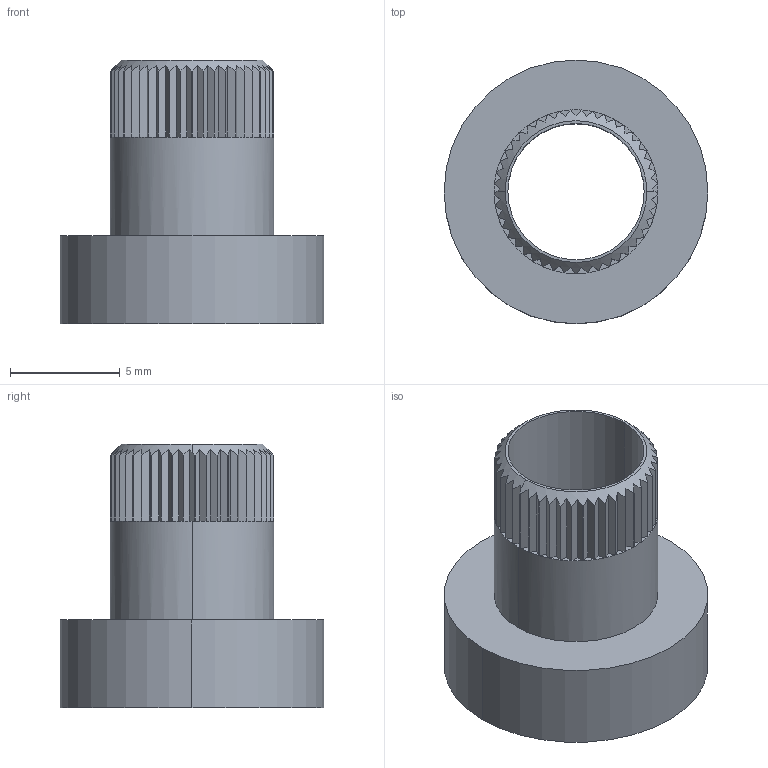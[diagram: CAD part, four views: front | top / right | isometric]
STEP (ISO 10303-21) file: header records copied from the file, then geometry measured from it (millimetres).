
FILE_DESCRIPTION (( 'STEP AP203' ), '1' );
FILE_NAME ('93845-A.STEP', '2013-12-17T18:44:45', ( 'Hajo' ), ( 'Microsoft' ), 'SwSTEP 2.0', 'SolidWorks 2011', '' );
FILE_SCHEMA (( 'CONFIG_CONTROL_DESIGN' ));
Length unit declared in the file: millimetre
Products named in the file (1): 93845-A
Bounding box: 12 x 12 x 12 mm (x, y, z)
Volume: 424.4 mm3; surface area: 755.9 mm2
Topology: 1 solids, 1 shells, 148 faces, 433 edges, 288 vertices
Faces by surface type: plane 138, cylinder 6, cone 4
Entity records: 5080 total; most frequent: CARTESIAN_POINT 1146, ORIENTED_EDGE 866, DIRECTION 745, EDGE_CURVE 433, VERTEX_POINT 288, AXIS2_PLACEMENT_3D 255, VECTOR 235, LINE 235
